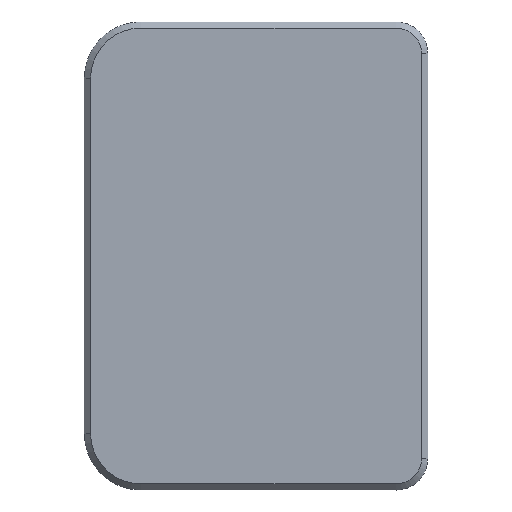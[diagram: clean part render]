
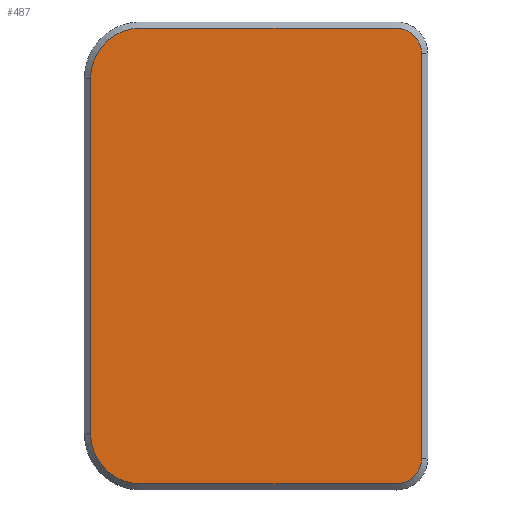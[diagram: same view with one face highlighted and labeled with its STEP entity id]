
A CAD part, top view. The second image highlights one B-rep face of the part: STEP entity #487.
In plain terms, the highlighted planar face has unit normal (0, 0, 1).
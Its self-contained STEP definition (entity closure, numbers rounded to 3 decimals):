
#35=FACE_OUTER_BOUND('',#69,.T.);
#69=EDGE_LOOP('',(#331,#332,#333,#334,#335,#336,#337,#338));
#105=CIRCLE('',#536,4.);
#106=CIRCLE('',#537,8.);
#107=CIRCLE('',#538,8.);
#108=CIRCLE('',#539,4.);
#129=LINE('',#761,#175);
#130=LINE('',#765,#176);
#131=LINE('',#769,#177);
#132=LINE('',#773,#178);
#175=VECTOR('',#597,10.);
#176=VECTOR('',#600,10.);
#177=VECTOR('',#603,10.);
#178=VECTOR('',#606,10.);
#221=VERTEX_POINT('',#759);
#222=VERTEX_POINT('',#760);
#223=VERTEX_POINT('',#762);
#224=VERTEX_POINT('',#764);
#225=VERTEX_POINT('',#766);
#226=VERTEX_POINT('',#768);
#227=VERTEX_POINT('',#770);
#228=VERTEX_POINT('',#772);
#261=EDGE_CURVE('',#221,#222,#129,.T.);
#262=EDGE_CURVE('',#223,#221,#105,.T.);
#263=EDGE_CURVE('',#224,#223,#130,.T.);
#264=EDGE_CURVE('',#225,#224,#106,.T.);
#265=EDGE_CURVE('',#226,#225,#131,.T.);
#266=EDGE_CURVE('',#227,#226,#107,.T.);
#267=EDGE_CURVE('',#228,#227,#132,.T.);
#268=EDGE_CURVE('',#222,#228,#108,.T.);
#331=ORIENTED_EDGE('',*,*,#261,.F.);
#332=ORIENTED_EDGE('',*,*,#262,.F.);
#333=ORIENTED_EDGE('',*,*,#263,.F.);
#334=ORIENTED_EDGE('',*,*,#264,.F.);
#335=ORIENTED_EDGE('',*,*,#265,.F.);
#336=ORIENTED_EDGE('',*,*,#266,.F.);
#337=ORIENTED_EDGE('',*,*,#267,.F.);
#338=ORIENTED_EDGE('',*,*,#268,.F.);
#471=PLANE('',#535);
#487=ADVANCED_FACE('',(#35),#471,.T.);
#535=AXIS2_PLACEMENT_3D('',#758,#595,#596);
#536=AXIS2_PLACEMENT_3D('',#763,#598,#599);
#537=AXIS2_PLACEMENT_3D('',#767,#601,#602);
#538=AXIS2_PLACEMENT_3D('',#771,#604,#605);
#539=AXIS2_PLACEMENT_3D('',#774,#607,#608);
#595=DIRECTION('center_axis',(0.,0.,
1.));
#596=DIRECTION('ref_axis',(-1.,0.,0.));
#597=DIRECTION('',(0.,-1.,0.));
#598=DIRECTION('center_axis',(0.,0.,
-1.));
#599=DIRECTION('ref_axis',(1.,0.,0.));
#600=DIRECTION('',(1.,0.,0.));
#601=DIRECTION('center_axis',(0.,0.,
-1.));
#602=DIRECTION('ref_axis',(0.,1.,0.));
#603=DIRECTION('',(0.,1.,0.));
#604=DIRECTION('center_axis',(0.,0.,
-1.));
#605=DIRECTION('ref_axis',(-1.,0.,0.));
#606=DIRECTION('',(-1.,0.,0.));
#607=DIRECTION('center_axis',(0.,0.,
-1.));
#608=DIRECTION('ref_axis',(0.,-1.,0.));
#758=CARTESIAN_POINT('Origin',(11.699,30.806,-27.254));
#759=CARTESIAN_POINT('',(38.206,63.306,-27.254));
#760=CARTESIAN_POINT('',(38.206,-1.694,-27.254));
#761=CARTESIAN_POINT('',(38.206,14.556,-27.254));
#762=CARTESIAN_POINT('',(34.206,67.306,-27.254));
#763=CARTESIAN_POINT('Origin',(34.206,63.306,-27.254));
#764=CARTESIAN_POINT('',(-6.808,67.306,-27.254));
#765=CARTESIAN_POINT('',(22.953,67.306,-27.254));
#766=CARTESIAN_POINT('',(-14.808,59.306,-27.254));
#767=CARTESIAN_POINT('Origin',(-6.808,59.306,-27.254));
#768=CARTESIAN_POINT('',(-14.808,2.306,-27.254));
#769=CARTESIAN_POINT('',(-14.808,45.056,-27.254));
#770=CARTESIAN_POINT('',(-6.808,-5.694,-27.254));
#771=CARTESIAN_POINT('Origin',(-6.808,2.306,-27.254));
#772=CARTESIAN_POINT('',(34.206,-5.694,-27.254));
#773=CARTESIAN_POINT('',(2.445,-5.694,-27.254));
#774=CARTESIAN_POINT('Origin',(34.206,-1.694,-27.254));
